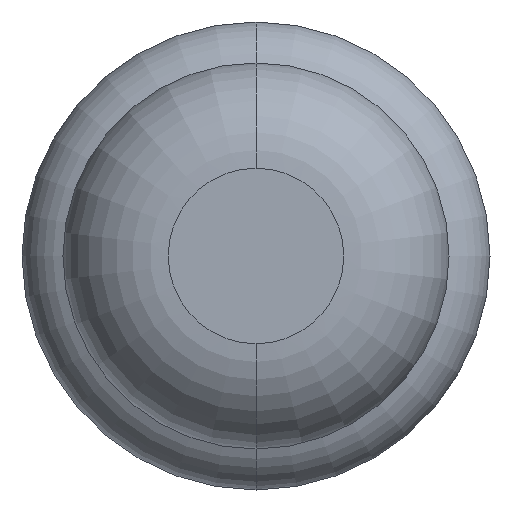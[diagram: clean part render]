
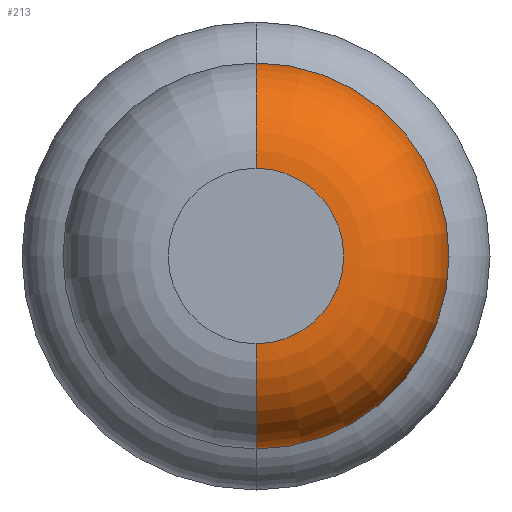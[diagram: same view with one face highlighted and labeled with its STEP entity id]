
A CAD part, front view. The second image highlights one B-rep face of the part: STEP entity #213.
In plain terms, the highlighted toroidal (fillet/blend) face has major radius 0.375 mm and minor radius 0.45 mm.
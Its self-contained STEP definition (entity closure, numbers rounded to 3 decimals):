
#168 = ORIENTED_EDGE ( 'NONE', *, *, #387, .F. ) ;
#210 = TOROIDAL_SURFACE ( 'NONE', #1158, 0.375, 0.45 ) ;
#213 = ADVANCED_FACE ( 'Defeature ausgef�hrt3_12', ( #3374 ), #210, .T. ) ;
#387 = EDGE_CURVE ( 'Defeature ausgef�hrt3_13+Defeature ausgef�hrt3_12+Defeature ausgef�hrt3_12+Defeature ausgef�hrt3_12', #405, #3293, #426, .T. ) ;
#405 = VERTEX_POINT ( 'NONE', #519 ) ;
#426 = CIRCLE ( 'NONE', #554, 0.825 ) ;
#437 = CARTESIAN_POINT ( 'NONE',  ( 0., -25.55, -0.375 ) ) ;
#481 = DIRECTION ( 'NONE',  ( 0., 1., 0. ) ) ;
#482 = DIRECTION ( 'NONE',  ( 0., 0., 1. ) ) ;
#519 = CARTESIAN_POINT ( 'NONE',  ( 0., -25.55, 0.825 ) ) ;
#554 = AXIS2_PLACEMENT_3D ( 'NONE', #2220, #481, #2263 ) ;
#728 = DIRECTION ( 'NONE',  ( 1., 0., 0. ) ) ;
#746 = DIRECTION ( 'NONE',  ( -1., 0., 0. ) ) ;
#778 = CIRCLE ( 'NONE', #1795, 0.375 ) ;
#795 = EDGE_CURVE ( 'NONE', #1610, #3293, #3278, .T. ) ;
#919 = CARTESIAN_POINT ( 'NONE',  ( 0., -25.55, -0.825 ) ) ;
#1009 = AXIS2_PLACEMENT_3D ( 'NONE', #437, #728, #2501 ) ;
#1039 = CARTESIAN_POINT ( 'NONE',  ( 0., -25.55, 0.375 ) ) ;
#1149 = CARTESIAN_POINT ( 'NONE',  ( 0., -26., 0.375 ) ) ;
#1158 = AXIS2_PLACEMENT_3D ( 'NONE', #2171, #1344, #2495 ) ;
#1278 = CARTESIAN_POINT ( 'NONE',  ( 0., -26., 0. ) ) ;
#1344 = DIRECTION ( 'NONE',  ( 0., 1., 0. ) ) ;
#1534 = ORIENTED_EDGE ( 'NONE', *, *, #2881, .T. ) ;
#1593 = CIRCLE ( 'NONE', #2245, 0.45 ) ;
#1610 = VERTEX_POINT ( 'NONE', #3165 ) ;
#1795 = AXIS2_PLACEMENT_3D ( 'NONE', #1278, #3307, #2221 ) ;
#2171 = CARTESIAN_POINT ( 'NONE',  ( 0., -25.55, 0. ) ) ;
#2220 = CARTESIAN_POINT ( 'NONE',  ( 0., -25.55, 0. ) ) ;
#2221 = DIRECTION ( 'NONE',  ( 0., 0., 1. ) ) ;
#2245 = AXIS2_PLACEMENT_3D ( 'NONE', #1039, #746, #482 ) ;
#2263 = DIRECTION ( 'NONE',  ( 0., 0., 1. ) ) ;
#2383 = EDGE_LOOP ( 'NONE', ( #1534, #2654, #168, #3614 ) ) ;
#2495 = DIRECTION ( 'NONE',  ( 0., 0., 1. ) ) ;
#2501 = DIRECTION ( 'NONE',  ( 0., 0., -1. ) ) ;
#2654 = ORIENTED_EDGE ( 'NONE', *, *, #795, .T. ) ;
#2655 = VERTEX_POINT ( 'NONE', #1149 ) ;
#2881 = EDGE_CURVE ( 'Defeature ausgef�hrt3_12+Defeature ausgef�hrt3_11+Defeature ausgef�hrt3_11+Defeature ausgef�hrt3_11', #2655, #1610, #778, .T. ) ;
#2907 = EDGE_CURVE ( 'NONE', #2655, #405, #1593, .T. ) ;
#3165 = CARTESIAN_POINT ( 'NONE',  ( 0., -26., -0.375 ) ) ;
#3278 = CIRCLE ( 'NONE', #1009, 0.45 ) ;
#3293 = VERTEX_POINT ( 'NONE', #919 ) ;
#3307 = DIRECTION ( 'NONE',  ( 0., 1., 0. ) ) ;
#3374 = FACE_OUTER_BOUND ( 'NONE', #2383, .T. ) ;
#3614 = ORIENTED_EDGE ( 'NONE', *, *, #2907, .F. ) ;
